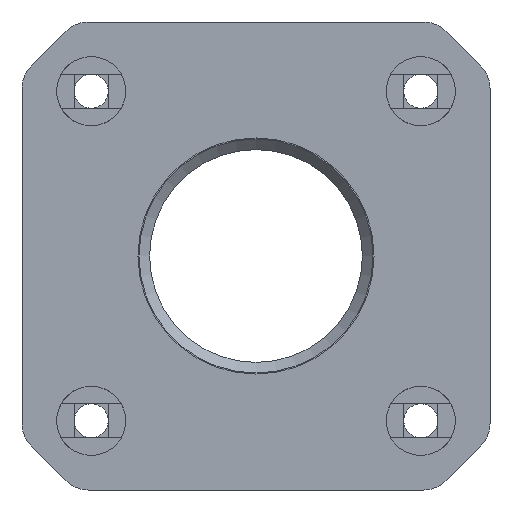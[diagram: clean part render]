
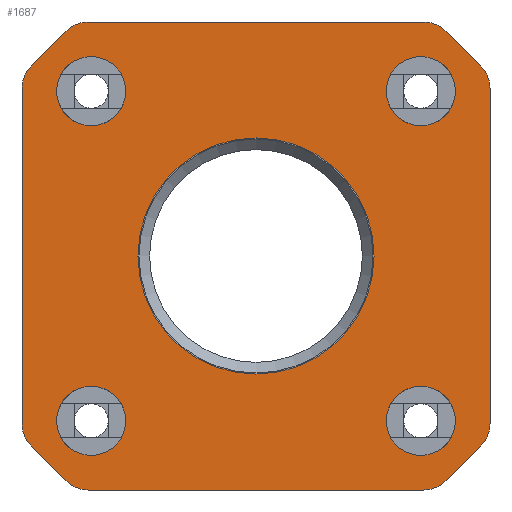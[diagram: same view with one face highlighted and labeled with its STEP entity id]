
A CAD part, front view. The second image highlights one B-rep face of the part: STEP entity #1687.
In plain terms, the highlighted planar face has unit normal (0, -1, 0).
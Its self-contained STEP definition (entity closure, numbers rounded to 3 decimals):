
#47=FACE_BOUND('',#288,.T.);
#48=FACE_BOUND('',#289,.T.);
#49=FACE_BOUND('',#290,.T.);
#50=FACE_BOUND('',#291,.T.);
#51=FACE_BOUND('',#292,.T.);
#107=PLANE('',#1868);
#188=FACE_OUTER_BOUND('',#287,.T.);
#287=EDGE_LOOP('',(#1504,#1505,#1506,#1507,#1508,#1509,#1510,#1511,#1512,
#1513,#1514,#1515,#1516,#1517,#1518,#1519));
#288=EDGE_LOOP('',(#1520));
#289=EDGE_LOOP('',(#1521));
#290=EDGE_LOOP('',(#1522));
#291=EDGE_LOOP('',(#1523));
#292=EDGE_LOOP('',(#1524));
#450=LINE('',#2835,#613);
#452=LINE('',#2839,#615);
#453=LINE('',#2843,#616);
#454=LINE('',#2847,#617);
#455=LINE('',#2851,#618);
#456=LINE('',#2855,#619);
#457=LINE('',#2859,#620);
#458=LINE('',#2863,#621);
#613=VECTOR('',#2323,10.);
#615=VECTOR('',#2327,10.);
#616=VECTOR('',#2330,10.);
#617=VECTOR('',#2333,10.);
#618=VECTOR('',#2336,10.);
#619=VECTOR('',#2339,10.);
#620=VECTOR('',#2342,10.);
#621=VECTOR('',#2345,10.);
#708=CIRCLE('',#1847,3.25);
#709=CIRCLE('',#1850,3.25);
#712=CIRCLE('',#1855,3.25);
#714=CIRCLE('',#1859,3.25);
#715=CIRCLE('',#1866,3.);
#716=CIRCLE('',#1869,3.);
#717=CIRCLE('',#1870,3.);
#718=CIRCLE('',#1871,3.);
#719=CIRCLE('',#1872,3.);
#720=CIRCLE('',#1873,3.);
#721=CIRCLE('',#1874,3.);
#722=CIRCLE('',#1875,3.);
#723=CIRCLE('',#1876,11.1);
#859=VERTEX_POINT('',#2797);
#860=VERTEX_POINT('',#2802);
#861=VERTEX_POINT('',#2809);
#862=VERTEX_POINT('',#2815);
#863=VERTEX_POINT('',#2828);
#864=VERTEX_POINT('',#2830);
#865=VERTEX_POINT('',#2834);
#866=VERTEX_POINT('',#2838);
#867=VERTEX_POINT('',#2840);
#868=VERTEX_POINT('',#2842);
#869=VERTEX_POINT('',#2844);
#870=VERTEX_POINT('',#2846);
#871=VERTEX_POINT('',#2848);
#872=VERTEX_POINT('',#2850);
#873=VERTEX_POINT('',#2852);
#874=VERTEX_POINT('',#2854);
#875=VERTEX_POINT('',#2856);
#876=VERTEX_POINT('',#2858);
#877=VERTEX_POINT('',#2860);
#878=VERTEX_POINT('',#2862);
#879=VERTEX_POINT('',#2865);
#1071=EDGE_CURVE('',#859,#859,#708,.T.);
#1073=EDGE_CURVE('',#860,#860,#709,.T.);
#1077=EDGE_CURVE('',#861,#861,#712,.T.);
#1080=EDGE_CURVE('',#862,#862,#714,.T.);
#1086=EDGE_CURVE('',#863,#864,#715,.T.);
#1088=EDGE_CURVE('',#865,#864,#450,.T.);
#1090=EDGE_CURVE('',#866,#863,#452,.T.);
#1091=EDGE_CURVE('',#867,#866,#716,.T.);
#1092=EDGE_CURVE('',#867,#868,#453,.T.);
#1093=EDGE_CURVE('',#869,#868,#717,.T.);
#1094=EDGE_CURVE('',#870,#869,#454,.T.);
#1095=EDGE_CURVE('',#871,#870,#718,.T.);
#1096=EDGE_CURVE('',#871,#872,#455,.T.);
#1097=EDGE_CURVE('',#873,#872,#719,.T.);
#1098=EDGE_CURVE('',#874,#873,#456,.T.);
#1099=EDGE_CURVE('',#875,#874,#720,.T.);
#1100=EDGE_CURVE('',#875,#876,#457,.T.);
#1101=EDGE_CURVE('',#877,#876,#721,.T.);
#1102=EDGE_CURVE('',#878,#877,#458,.T.);
#1103=EDGE_CURVE('',#865,#878,#722,.T.);
#1104=EDGE_CURVE('',#879,#879,#723,.T.);
#1504=ORIENTED_EDGE('',*,*,#1086,.F.);
#1505=ORIENTED_EDGE('',*,*,#1090,.F.);
#1506=ORIENTED_EDGE('',*,*,#1091,.F.);
#1507=ORIENTED_EDGE('',*,*,#1092,.T.);
#1508=ORIENTED_EDGE('',*,*,#1093,.F.);
#1509=ORIENTED_EDGE('',*,*,#1094,.F.);
#1510=ORIENTED_EDGE('',*,*,#1095,.F.);
#1511=ORIENTED_EDGE('',*,*,#1096,.T.);
#1512=ORIENTED_EDGE('',*,*,#1097,.F.);
#1513=ORIENTED_EDGE('',*,*,#1098,.F.);
#1514=ORIENTED_EDGE('',*,*,#1099,.F.);
#1515=ORIENTED_EDGE('',*,*,#1100,.T.);
#1516=ORIENTED_EDGE('',*,*,#1101,.F.);
#1517=ORIENTED_EDGE('',*,*,#1102,.F.);
#1518=ORIENTED_EDGE('',*,*,#1103,.F.);
#1519=ORIENTED_EDGE('',*,*,#1088,.T.);
#1520=ORIENTED_EDGE('',*,*,#1080,.T.);
#1521=ORIENTED_EDGE('',*,*,#1077,.T.);
#1522=ORIENTED_EDGE('',*,*,#1071,.T.);
#1523=ORIENTED_EDGE('',*,*,#1073,.T.);
#1524=ORIENTED_EDGE('',*,*,#1104,.F.);
#1687=ADVANCED_FACE('',(#188,#47,#48,#49,#50,#51),#107,.T.);
#1847=AXIS2_PLACEMENT_3D('',#2799,#2272,#2273);
#1850=AXIS2_PLACEMENT_3D('',#2804,#2279,#2280);
#1855=AXIS2_PLACEMENT_3D('',#2811,#2290,#2291);
#1859=AXIS2_PLACEMENT_3D('',#2817,#2299,#2300);
#1866=AXIS2_PLACEMENT_3D('',#2831,#2318,#2319);
#1868=AXIS2_PLACEMENT_3D('',#2837,#2325,#2326);
#1869=AXIS2_PLACEMENT_3D('',#2841,#2328,#2329);
#1870=AXIS2_PLACEMENT_3D('',#2845,#2331,#2332);
#1871=AXIS2_PLACEMENT_3D('',#2849,#2334,#2335);
#1872=AXIS2_PLACEMENT_3D('',#2853,#2337,#2338);
#1873=AXIS2_PLACEMENT_3D('',#2857,#2340,#2341);
#1874=AXIS2_PLACEMENT_3D('',#2861,#2343,#2344);
#1875=AXIS2_PLACEMENT_3D('',#2864,#2346,#2347);
#1876=AXIS2_PLACEMENT_3D('',#2866,#2348,#2349);
#2272=DIRECTION('center_axis',(0.,1.,0.));
#2273=DIRECTION('ref_axis',(1.,0.,0.));
#2279=DIRECTION('center_axis',(0.,1.,0.));
#2280=DIRECTION('ref_axis',(1.,0.,0.));
#2290=DIRECTION('center_axis',(0.,1.,0.));
#2291=DIRECTION('ref_axis',(1.,0.,0.));
#2299=DIRECTION('center_axis',(0.,1.,0.));
#2300=DIRECTION('ref_axis',(1.,0.,0.));
#2318=DIRECTION('center_axis',(0.,1.,0.));
#2319=DIRECTION('ref_axis',(0.924,0.,0.383));
#2323=DIRECTION('',(0.,0.,1.));
#2325=DIRECTION('center_axis',(0.,-1.,0.));
#2326=DIRECTION('ref_axis',(1.,0.,0.));
#2327=DIRECTION('',(0.707,0.,-0.707));
#2328=DIRECTION('center_axis',(0.,1.,0.));
#2329=DIRECTION('ref_axis',(0.383,0.,0.924));
#2330=DIRECTION('',(-1.,0.,0.));
#2331=DIRECTION('center_axis',(0.,1.,0.));
#2332=DIRECTION('ref_axis',(-0.383,0.,0.924));
#2333=DIRECTION('',(0.707,0.,0.707));
#2334=DIRECTION('center_axis',(0.,1.,0.));
#2335=DIRECTION('ref_axis',(-0.924,0.,0.383));
#2336=DIRECTION('',(0.,0.,-1.));
#2337=DIRECTION('center_axis',(0.,1.,0.));
#2338=DIRECTION('ref_axis',(-0.924,0.,-0.383));
#2339=DIRECTION('',(-0.707,0.,0.707));
#2340=DIRECTION('center_axis',(0.,1.,0.));
#2341=DIRECTION('ref_axis',(-0.383,0.,-0.924));
#2342=DIRECTION('',(1.,0.,0.));
#2343=DIRECTION('center_axis',(0.,1.,0.));
#2344=DIRECTION('ref_axis',(0.383,0.,-0.924));
#2345=DIRECTION('',(-0.707,0.,-0.707));
#2346=DIRECTION('center_axis',(0.,1.,0.));
#2347=DIRECTION('ref_axis',(0.924,0.,-0.383));
#2348=DIRECTION('center_axis',(0.,-1.,0.));
#2349=DIRECTION('ref_axis',(1.,0.,0.));
#2797=CARTESIAN_POINT('',(0.3,420.2,108.886));
#2799=CARTESIAN_POINT('Origin',(3.55,420.2,108.886));
#2802=CARTESIAN_POINT('',(0.3,420.2,139.886));
#2804=CARTESIAN_POINT('Origin',(3.55,420.2,139.886));
#2809=CARTESIAN_POINT('',(31.3,420.2,139.886));
#2811=CARTESIAN_POINT('Origin',(34.55,420.2,139.886));
#2815=CARTESIAN_POINT('',(31.3,420.2,108.886));
#2817=CARTESIAN_POINT('Origin',(34.55,420.2,108.886));
#2828=CARTESIAN_POINT('',(40.171,420.2,142.265));
#2830=CARTESIAN_POINT('',(41.05,420.2,140.144));
#2831=CARTESIAN_POINT('Origin',(38.05,420.2,140.144));
#2834=CARTESIAN_POINT('',(41.05,420.2,108.629));
#2835=CARTESIAN_POINT('',(41.05,420.2,146.386));
#2837=CARTESIAN_POINT('Origin',(19.05,420.2,124.386));
#2838=CARTESIAN_POINT('',(36.929,420.2,145.508));
#2839=CARTESIAN_POINT('',(38.55,420.2,143.886));
#2840=CARTESIAN_POINT('',(34.807,420.2,146.386));
#2841=CARTESIAN_POINT('Origin',(34.807,420.2,143.386));
#2842=CARTESIAN_POINT('',(3.293,420.2,146.386));
#2843=CARTESIAN_POINT('',(-2.95,420.2,146.386));
#2844=CARTESIAN_POINT('',(1.171,420.2,145.508));
#2845=CARTESIAN_POINT('Origin',(3.293,420.2,143.386));
#2846=CARTESIAN_POINT('',(-2.071,420.2,142.265));
#2847=CARTESIAN_POINT('',(-0.45,420.2,143.886));
#2848=CARTESIAN_POINT('',(-2.95,420.2,140.144));
#2849=CARTESIAN_POINT('Origin',(0.05,420.2,140.144));
#2850=CARTESIAN_POINT('',(-2.95,420.2,108.629));
#2851=CARTESIAN_POINT('',(-2.95,420.2,102.386));
#2852=CARTESIAN_POINT('',(-2.071,420.2,106.508));
#2853=CARTESIAN_POINT('Origin',(0.05,420.2,108.629));
#2854=CARTESIAN_POINT('',(1.171,420.2,103.265));
#2855=CARTESIAN_POINT('',(-0.45,420.2,104.886));
#2856=CARTESIAN_POINT('',(3.293,420.2,102.386));
#2857=CARTESIAN_POINT('Origin',(3.293,420.2,105.386));
#2858=CARTESIAN_POINT('',(34.807,420.2,102.386));
#2859=CARTESIAN_POINT('',(41.05,420.2,102.386));
#2860=CARTESIAN_POINT('',(36.929,420.2,103.265));
#2861=CARTESIAN_POINT('Origin',(34.807,420.2,105.386));
#2862=CARTESIAN_POINT('',(40.171,420.2,106.508));
#2863=CARTESIAN_POINT('',(38.55,420.2,104.886));
#2864=CARTESIAN_POINT('Origin',(38.05,420.2,108.629));
#2865=CARTESIAN_POINT('',(7.95,420.2,124.386));
#2866=CARTESIAN_POINT('Origin',(19.05,420.2,124.386));
